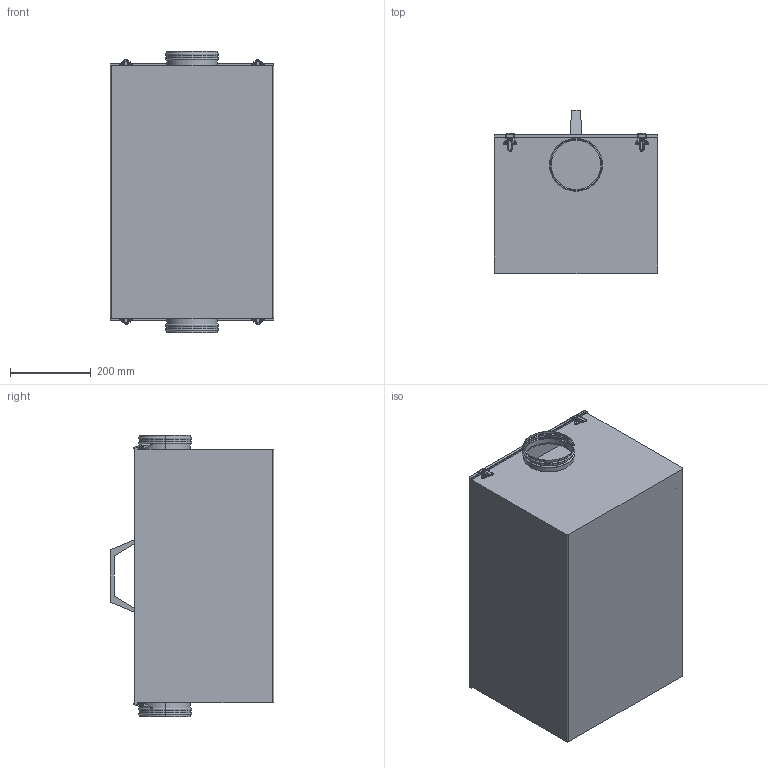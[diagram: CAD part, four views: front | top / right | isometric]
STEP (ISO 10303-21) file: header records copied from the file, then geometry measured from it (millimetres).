
FILE_DESCRIPTION (( 'STEP AP214' ), '1' );
FILE_NAME ('ECR_12.step', '2009-04-27T05:40:23', ( 'Wolfgang Schmidt' ), ( 'WS-KO' ), 'SwSTEP 2.0', 'SolidWorks 2008', '' );
FILE_SCHEMA (( 'AUTOMOTIVE_DESIGN' ));
Length unit declared in the file: millimetre
Products named in the file (1): ECR_12
Bounding box: 406 x 406 x 699 mm (x, y, z)
Surface area: 1802326.4 mm2 (no closed solid volume)
Topology: 0 solids, 27 shells, 320 faces, 1060 edges, 748 vertices
Faces by surface type: cylinder 148, plane 108, torus 64
Entity records: 15490 total; most frequent: CARTESIAN_POINT 2457, DIRECTION 2194, ORIENTED_EDGE 1710, EDGE_CURVE 1060, AXIS2_PLACEMENT_3D 861, VERTEX_POINT 748, CIRCLE 540, VECTOR 472
